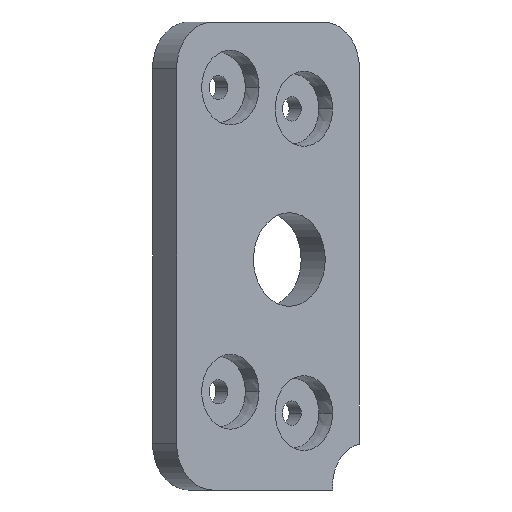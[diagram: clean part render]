
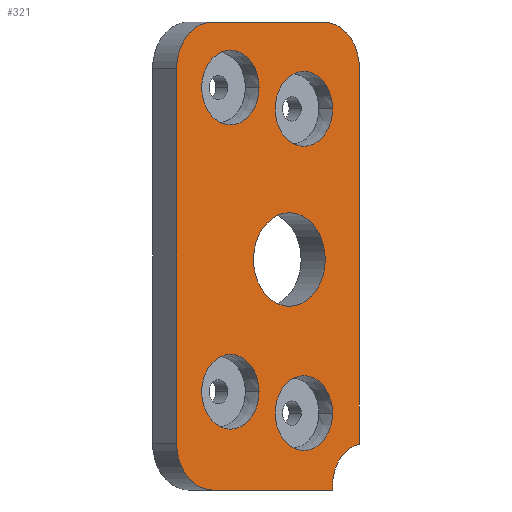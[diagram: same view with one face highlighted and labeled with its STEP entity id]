
A CAD part, front view. The second image highlights one B-rep face of the part: STEP entity #321.
In plain terms, the highlighted planar face has unit normal (0.643, -0.766, 0).
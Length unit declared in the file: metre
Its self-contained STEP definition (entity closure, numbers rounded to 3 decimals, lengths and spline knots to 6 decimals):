
#321=ADVANCED_FACE('0:192',(#463,#464,#465,#466,#467,#468),#469,.T.);
#463=FACE_OUTER_BOUND('',#550,.T.);
#464=FACE_BOUND('',#551,.T.);
#465=FACE_BOUND('',#552,.T.);
#466=FACE_BOUND('',#553,.T.);
#467=FACE_BOUND('',#554,.T.);
#468=FACE_BOUND('',#555,.T.);
#469=PLANE('',#556);
#550=EDGE_LOOP('',(#806,#807,#808,#809,#810,#811,#812,#813,#814));
#551=EDGE_LOOP('',(#815,#816));
#552=EDGE_LOOP('',(#817,#818));
#553=EDGE_LOOP('',(#819,#820));
#554=EDGE_LOOP('',(#821,#822));
#555=EDGE_LOOP('',(#823,#824));
#556=AXIS2_PLACEMENT_3D('',#825,#826,#827);
#806=ORIENTED_EDGE('',*,*,#905,.F.);
#807=ORIENTED_EDGE('',*,*,#902,.F.);
#808=ORIENTED_EDGE('',*,*,#899,.F.);
#809=ORIENTED_EDGE('',*,*,#896,.F.);
#810=ORIENTED_EDGE('',*,*,#892,.F.);
#811=ORIENTED_EDGE('',*,*,#910,.F.);
#812=ORIENTED_EDGE('',*,*,#907,.F.);
#813=ORIENTED_EDGE('',*,*,#879,.F.);
#814=ORIENTED_EDGE('',*,*,#854,.F.);
#815=ORIENTED_EDGE('',*,*,#830,.T.);
#816=ORIENTED_EDGE('',*,*,#891,.T.);
#817=ORIENTED_EDGE('',*,*,#835,.T.);
#818=ORIENTED_EDGE('',*,*,#889,.T.);
#819=ORIENTED_EDGE('',*,*,#839,.T.);
#820=ORIENTED_EDGE('',*,*,#887,.T.);
#821=ORIENTED_EDGE('',*,*,#843,.T.);
#822=ORIENTED_EDGE('',*,*,#885,.T.);
#823=ORIENTED_EDGE('',*,*,#883,.F.);
#824=ORIENTED_EDGE('',*,*,#848,.F.);
#825=CARTESIAN_POINT('',(6.18395,-7.203282,-0.12875));
#826=DIRECTION('',(0.643,-0.766,0.0));
#827=DIRECTION('',(0.0,0.0,-1.0));
#830=EDGE_CURVE('0:257',#916,#913,#917,.T.);
#835=EDGE_CURVE('0:251',#926,#923,#927,.T.);
#839=EDGE_CURVE('0:245',#934,#931,#935,.T.);
#843=EDGE_CURVE('0:239',#942,#939,#943,.T.);
#848=EDGE_CURVE('0:230',#949,#952,#953,.T.);
#854=EDGE_CURVE('0:224',#962,#958,#964,.T.);
#879=EDGE_CURVE('0:224',#958,#1005,#1006,.T.);
#883=EDGE_CURVE('0:230',#952,#949,#1011,.T.);
#885=EDGE_CURVE('0:239',#939,#942,#1013,.T.);
#887=EDGE_CURVE('0:245',#931,#934,#1015,.T.);
#889=EDGE_CURVE('0:251',#923,#926,#1017,.T.);
#891=EDGE_CURVE('0:257',#913,#916,#1019,.T.);
#892=EDGE_CURVE('0:260',#1020,#1021,#1022,.T.);
#896=EDGE_CURVE('0:272',#1021,#1028,#1029,.T.);
#899=EDGE_CURVE('0:281',#1028,#1033,#1034,.T.);
#902=EDGE_CURVE('0:290',#1033,#1038,#1039,.T.);
#905=EDGE_CURVE('0:299',#1038,#962,#1043,.T.);
#907=EDGE_CURVE('0:305',#1005,#1045,#1046,.T.);
#910=EDGE_CURVE('0:314',#1045,#1020,#1050,.T.);
#913=VERTEX_POINT('',#1052);
#916=VERTEX_POINT('',#1056);
#917=CIRCLE('',#1057,0.04);
#923=VERTEX_POINT('',#1064);
#926=VERTEX_POINT('',#1068);
#927=CIRCLE('',#1069,0.04);
#931=VERTEX_POINT('',#1074);
#934=VERTEX_POINT('',#1078);
#935=CIRCLE('',#1079,0.04);
#939=VERTEX_POINT('',#1084);
#942=VERTEX_POINT('',#1088);
#943=CIRCLE('',#1089,0.04);
#949=VERTEX_POINT('',#1096);
#952=VERTEX_POINT('',#1100);
#953=CIRCLE('',#1101,0.05);
#958=VERTEX_POINT('',#1107);
#962=VERTEX_POINT('',#1112);
#964=CIRCLE('',#1115,0.045);
#1005=VERTEX_POINT('',#1164);
#1006=CIRCLE('',#1165,0.045);
#1011=CIRCLE('',#1171,0.05);
#1013=CIRCLE('',#1173,0.04);
#1015=CIRCLE('',#1175,0.04);
#1017=CIRCLE('',#1177,0.04);
#1019=CIRCLE('',#1179,0.04);
#1020=VERTEX_POINT('',#1180);
#1021=VERTEX_POINT('',#1181);
#1022=LINE('',#1182,#1183);
#1028=VERTEX_POINT('',#1192);
#1029=CIRCLE('',#1193,0.05);
#1033=VERTEX_POINT('',#1198);
#1034=LINE('',#1199,#1200);
#1038=VERTEX_POINT('',#1206);
#1039=CIRCLE('',#1207,0.05);
#1043=LINE('',#1212,#1213);
#1045=VERTEX_POINT('',#1216);
#1046=LINE('',#1217,#1218);
#1050=CIRCLE('',#1224,0.05);
#1052=CARTESIAN_POINT('',(6.210761,-7.180784,0.30125));
#1056=CARTESIAN_POINT('',(6.272045,-7.129361,0.30125));
#1057=AXIS2_PLACEMENT_3D('',#1227,#1228,#1229);
#1064=CARTESIAN_POINT('',(6.289277,-7.114901,0.278455));
#1068=CARTESIAN_POINT('',(6.350561,-7.063478,0.278455));
#1069=AXIS2_PLACEMENT_3D('',#1238,#1239,#1240);
#1074=CARTESIAN_POINT('',(6.289277,-7.114901,-0.046545));
#1078=CARTESIAN_POINT('',(6.350561,-7.063478,-0.046545));
#1079=AXIS2_PLACEMENT_3D('',#1246,#1247,#1248);
#1084=CARTESIAN_POINT('',(6.210761,-7.180784,-0.02375));
#1088=CARTESIAN_POINT('',(6.272045,-7.129361,-0.02375));
#1089=AXIS2_PLACEMENT_3D('',#1254,#1255,#1256);
#1096=CARTESIAN_POINT('',(6.338023,-7.073998,0.141457));
#1100=CARTESIAN_POINT('',(6.270797,-7.130408,0.093514));
#1101=AXIS2_PLACEMENT_3D('',#1265,#1266,#1267);
#1107=CARTESIAN_POINT('',(6.350757,-7.063314,-0.11925));
#1112=CARTESIAN_POINT('',(6.379291,-7.039371,-0.079629));
#1115=AXIS2_PLACEMENT_3D('',#1277,#1278,#1279);
#1164=CARTESIAN_POINT('',(6.350757,-7.063314,-0.12875));
#1165=AXIS2_PLACEMENT_3D('',#1336,#1337,#1338);
#1171=AXIS2_PLACEMENT_3D('',#1346,#1347,#1348);
#1173=AXIS2_PLACEMENT_3D('',#1352,#1353,#1354);
#1175=AXIS2_PLACEMENT_3D('',#1358,#1359,#1360);
#1177=AXIS2_PLACEMENT_3D('',#1364,#1365,#1366);
#1179=AXIS2_PLACEMENT_3D('',#1370,#1371,#1372);
#1180=CARTESIAN_POINT('',(6.18395,-7.203282,-0.07875));
#1181=CARTESIAN_POINT('',(6.18395,-7.203282,0.32125));
#1182=CARTESIAN_POINT('',(6.18395,-7.203282,-0.07875));
#1183=VECTOR('',#1373,0.00004);
#1192=CARTESIAN_POINT('',(6.222252,-7.171142,0.37125));
#1193=AXIS2_PLACEMENT_3D('',#1377,#1378,#1379);
#1198=CARTESIAN_POINT('',(6.340989,-7.07151,0.37125));
#1199=CARTESIAN_POINT('',(6.222252,-7.171142,0.37125));
#1200=VECTOR('',#1384,0.000015);
#1206=CARTESIAN_POINT('',(6.379291,-7.039371,0.32125));
#1207=AXIS2_PLACEMENT_3D('',#1387,#1388,#1389);
#1212=CARTESIAN_POINT('',(6.379291,-7.039371,0.32125));
#1213=VECTOR('',#1394,0.00004);
#1216=CARTESIAN_POINT('',(6.222252,-7.171142,-0.12875));
#1217=CARTESIAN_POINT('',(6.350757,-7.063314,-0.12875));
#1218=VECTOR('',#1396,0.000017);
#1224=AXIS2_PLACEMENT_3D('',#1399,#1400,#1401);
#1227=CARTESIAN_POINT('',(6.241403,-7.155073,0.30125));
#1228=DIRECTION('',(-0.643,0.766,0.0));
#1229=DIRECTION('',(-0.766,-0.643,0.0));
#1238=CARTESIAN_POINT('',(6.319919,-7.08919,0.278455));
#1239=DIRECTION('',(-0.643,0.766,0.0));
#1240=DIRECTION('',(-0.766,-0.643,0.0));
#1246=CARTESIAN_POINT('',(6.319919,-7.08919,-0.046545));
#1247=DIRECTION('',(-0.643,0.766,0.0));
#1248=DIRECTION('',(-0.766,-0.643,0.0));
#1254=CARTESIAN_POINT('',(6.241403,-7.155073,-0.02375));
#1255=DIRECTION('',(-0.643,0.766,0.0));
#1256=DIRECTION('',(-0.766,-0.643,0.0));
#1265=CARTESIAN_POINT('',(6.30441,-7.102203,0.117485));
#1266=DIRECTION('',(0.643,-0.766,0.));
#1267=DIRECTION('',(0.672,0.564,0.479));
#1277=CARTESIAN_POINT('',(6.385036,-7.03455,-0.124));
#1278=DIRECTION('',(0.643,-0.766,0.));
#1279=DIRECTION('',(0.762,0.639,-0.106));
#1336=CARTESIAN_POINT('',(6.385036,-7.03455,-0.124));
#1337=DIRECTION('',(0.643,-0.766,0.));
#1338=DIRECTION('',(0.762,0.639,-0.106));
#1346=CARTESIAN_POINT('',(6.30441,-7.102203,0.117485));
#1347=DIRECTION('',(0.643,-0.766,0.));
#1348=DIRECTION('',(0.672,0.564,0.479));
#1352=CARTESIAN_POINT('',(6.241403,-7.155073,-0.02375));
#1353=DIRECTION('',(-0.643,0.766,0.0));
#1354=DIRECTION('',(-0.766,-0.643,0.0));
#1358=CARTESIAN_POINT('',(6.319919,-7.08919,-0.046545));
#1359=DIRECTION('',(-0.643,0.766,0.0));
#1360=DIRECTION('',(-0.766,-0.643,0.0));
#1364=CARTESIAN_POINT('',(6.319919,-7.08919,0.278455));
#1365=DIRECTION('',(-0.643,0.766,0.0));
#1366=DIRECTION('',(-0.766,-0.643,0.0));
#1370=CARTESIAN_POINT('',(6.241403,-7.155073,0.30125));
#1371=DIRECTION('',(-0.643,0.766,0.0));
#1372=DIRECTION('',(-0.766,-0.643,0.0));
#1373=DIRECTION('',(0.0,0.0,1.0));
#1377=CARTESIAN_POINT('',(6.222252,-7.171142,0.32125));
#1378=DIRECTION('',(-0.643,0.766,0.0));
#1379=DIRECTION('',(-0.766,-0.643,0.0));
#1384=DIRECTION('',(0.766,0.643,0.0));
#1387=CARTESIAN_POINT('',(6.340989,-7.07151,0.32125));
#1388=DIRECTION('',(-0.643,0.766,0.));
#1389=DIRECTION('',(0.,0.,1.0));
#1394=DIRECTION('',(0.,0.,-1.0));
#1396=DIRECTION('',(-0.766,-0.643,0.0));
#1399=CARTESIAN_POINT('',(6.222252,-7.171142,-0.07875));
#1400=DIRECTION('',(-0.643,0.766,0.0));
#1401=DIRECTION('',(-0.766,-0.643,0.0));
